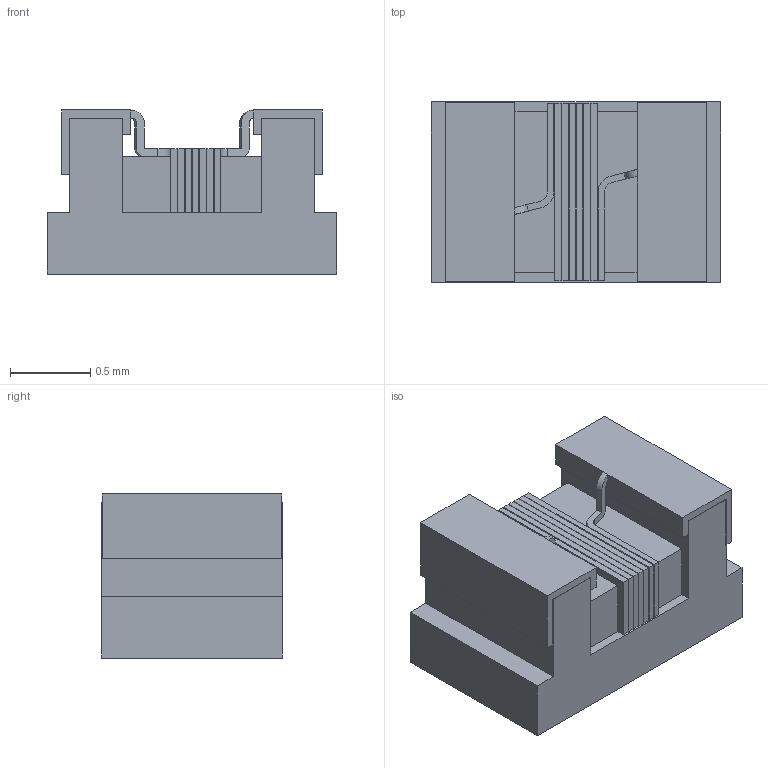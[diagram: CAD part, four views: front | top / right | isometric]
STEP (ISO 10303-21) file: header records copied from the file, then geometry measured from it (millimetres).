
FILE_DESCRIPTION((''),'2;1');
FILE_NAME('C-8-1624112-8','2015-04-04T',('workeradm'),('Tyco Electronics Ltd.'),'PRO/ENGINEER BY PARAMETRIC TECHNOLOGY CORPORATION, 2014090','PRO/ENGINEER BY PARAMETRIC TECHNOLOGY CORPORATION, 2014090','');
FILE_SCHEMA(('AUTOMOTIVE_DESIGN { 1 0 10303 214 1 1 1 1 }'));
Length unit declared in the file: millimetre
Products named in the file (1): C-8-1624112-8
Bounding box: 1.8 x 1.12 x 1.02 mm (x, y, z)
Volume: 1.6 mm3; surface area: 11.8 mm2
Topology: 1 solids, 1 shells, 110 faces, 332 edges, 220 vertices
Faces by surface type: plane 100, cylinder 10
Entity records: 4861 total; most frequent: CARTESIAN_POINT 680, ORIENTED_EDGE 664, DIRECTION 568, PRESENTATION_STYLE_ASSIGNMENT 333, STYLED_ITEM 333, CURVE_STYLE 332, EDGE_CURVE 332, VECTOR 308
